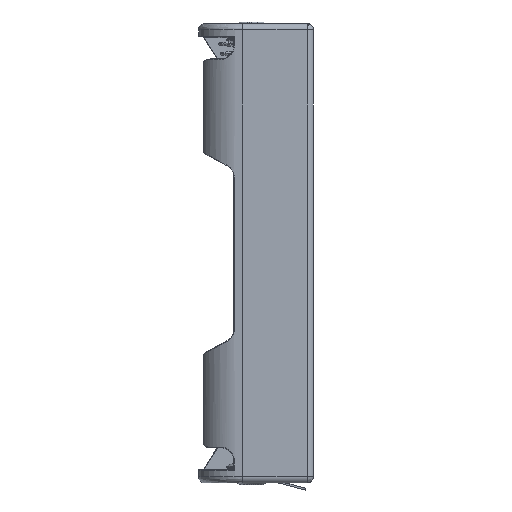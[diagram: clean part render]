
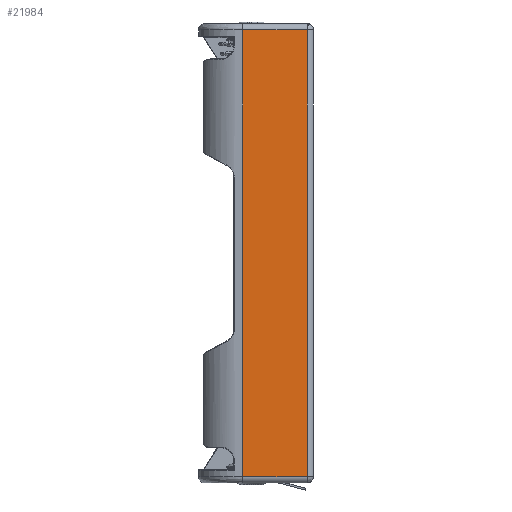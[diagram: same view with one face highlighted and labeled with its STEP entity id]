
A CAD part, left-side view. The second image highlights one B-rep face of the part: STEP entity #21984.
In plain terms, the highlighted planar face has unit normal (-1, 0, 0).
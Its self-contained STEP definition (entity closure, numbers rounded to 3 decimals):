
#141 = CARTESIAN_POINT ( 'NONE',  ( -18., 0., 0.7 ) ) ;
#1103 = ORIENTED_EDGE ( 'NONE', *, *, #13497, .F. ) ;
#2239 = DIRECTION ( 'NONE',  ( 0., 0., -1. ) ) ;
#2337 = EDGE_CURVE ( 'NONE', #6612, #6709, #21780, .T. ) ;
#6420 = VECTOR ( 'NONE', #12000, 1000. ) ;
#6612 = VERTEX_POINT ( 'NONE', #16047 ) ;
#6709 = VERTEX_POINT ( 'NONE', #11247 ) ;
#7366 = VECTOR ( 'NONE', #22553, 1000. ) ;
#7840 = VECTOR ( 'NONE', #2239, 1000. ) ;
#9569 = ORIENTED_EDGE ( 'NONE', *, *, #16892, .T. ) ;
#9595 = CARTESIAN_POINT ( 'NONE',  ( -18., 0.7, 0. ) ) ;
#10466 = ORIENTED_EDGE ( 'NONE', *, *, #2337, .T. ) ;
#11153 = CARTESIAN_POINT ( 'NONE',  ( -18., 0., 0. ) ) ;
#11247 = CARTESIAN_POINT ( 'NONE',  ( -18., 8., 0.7 ) ) ;
#11524 = LINE ( 'NONE', #141, #6420 ) ;
#12000 = DIRECTION ( 'NONE',  ( 0., -1., 0. ) ) ;
#12315 = AXIS2_PLACEMENT_3D ( 'NONE', #11153, #22943, #12963 ) ;
#12518 = LINE ( 'NONE', #21983, #7366 ) ;
#12963 = DIRECTION ( 'NONE',  ( 0., 0., 1. ) ) ;
#13497 = EDGE_CURVE ( 'NONE', #20031, #18166, #13991, .T. ) ;
#13633 = EDGE_LOOP ( 'NONE', ( #9569, #1103, #16832, #10466 ) ) ;
#13991 = LINE ( 'NONE', #9595, #18500 ) ;
#15007 = PLANE ( 'NONE',  #12315 ) ;
#15834 = CARTESIAN_POINT ( 'NONE',  ( -18., 8., 0. ) ) ;
#16047 = CARTESIAN_POINT ( 'NONE',  ( -18., 8., 51.3 ) ) ;
#16458 = CARTESIAN_POINT ( 'NONE',  ( -18., 0.7, 0.7 ) ) ;
#16832 = ORIENTED_EDGE ( 'NONE', *, *, #20161, .T. ) ;
#16892 = EDGE_CURVE ( 'NONE', #6709, #18166, #11524, .T. ) ;
#18166 = VERTEX_POINT ( 'NONE', #16458 ) ;
#18500 = VECTOR ( 'NONE', #23030, 1000. ) ;
#20031 = VERTEX_POINT ( 'NONE', #21891 ) ;
#20161 = EDGE_CURVE ( 'NONE', #20031, #6612, #12518, .T. ) ;
#21780 = LINE ( 'NONE', #15834, #7840 ) ;
#21891 = CARTESIAN_POINT ( 'NONE',  ( -18., 0.7, 51.3 ) ) ;
#21983 = CARTESIAN_POINT ( 'NONE',  ( -18., 0., 51.3 ) ) ;
#21984 = ADVANCED_FACE ( 'NONE', ( #22503 ), #15007, .T. ) ;
#22503 = FACE_OUTER_BOUND ( 'NONE', #13633, .T. ) ;
#22553 = DIRECTION ( 'NONE',  ( 0., 1., 0. ) ) ;
#22943 = DIRECTION ( 'NONE',  ( -1., 0., 0. ) ) ;
#23030 = DIRECTION ( 'NONE',  ( 0., 0., -1. ) ) ;
